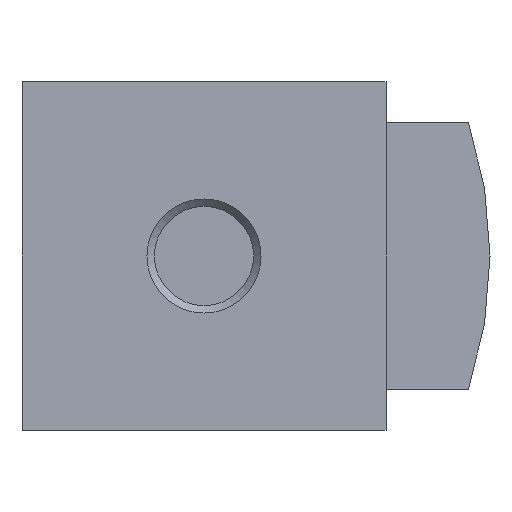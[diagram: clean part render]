
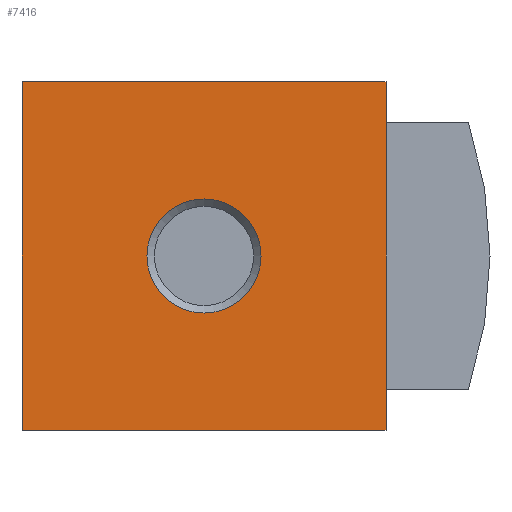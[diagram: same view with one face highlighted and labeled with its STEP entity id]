
A CAD part, front view. The second image highlights one B-rep face of the part: STEP entity #7416.
In plain terms, the highlighted planar face has unit normal (0, -1, 0).
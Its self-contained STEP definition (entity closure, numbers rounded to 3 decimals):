
#129=PLANE('',#7817);
#342=LINE('',#9728,#984);
#448=LINE('',#9950,#1090);
#463=LINE('',#9988,#1105);
#533=LINE('',#10236,#1175);
#984=VECTOR('',#8143,1000.);
#1090=VECTOR('',#8315,1000.);
#1105=VECTOR('',#8344,1000.);
#1175=VECTOR('',#8544,1000.);
#2199=ORIENTED_EDGE('',*,*,#3642,.F.);
#2200=ORIENTED_EDGE('',*,*,#3244,.F.);
#2201=ORIENTED_EDGE('',*,*,#3358,.F.);
#2202=ORIENTED_EDGE('',*,*,#3499,.F.);
#2203=ORIENTED_EDGE('',*,*,#3378,.F.);
#3244=EDGE_CURVE('',#4038,#4039,#342,.T.);
#3358=EDGE_CURVE('',#4121,#4038,#448,.T.);
#3378=EDGE_CURVE('',#4039,#4138,#463,.T.);
#3499=EDGE_CURVE('',#4138,#4121,#533,.T.);
#3642=EDGE_CURVE('',#4365,#4365,#4601,.T.);
#4038=VERTEX_POINT('',#9727);
#4039=VERTEX_POINT('',#9729);
#4121=VERTEX_POINT('',#9949);
#4138=VERTEX_POINT('',#9989);
#4365=VERTEX_POINT('',#10520);
#4601=CIRCLE('',#7818,6.579);
#4730=EDGE_LOOP('',(#2199));
#4731=EDGE_LOOP('',(#2200,#2201,#2202,#2203));
#5048=FACE_BOUND('',#4730,.T.);
#5049=FACE_BOUND('',#4731,.T.);
#7416=ADVANCED_FACE('',(#5048,#5049),#129,.F.);
#7817=AXIS2_PLACEMENT_3D('',#10518,#8775,#8776);
#7818=AXIS2_PLACEMENT_3D('',#10519,#8777,#8778);
#8143=DIRECTION('',(0.,0.,1.));
#8315=DIRECTION('',(-1.,0.,0.));
#8344=DIRECTION('',(1.,0.,0.));
#8544=DIRECTION('',(0.,0.,-1.));
#8775=DIRECTION('',(0.,1.,0.));
#8776=DIRECTION('',(0.,0.,1.));
#8777=DIRECTION('',(0.,-1.,0.));
#8778=DIRECTION('',(0.,0.,-1.));
#9727=CARTESIAN_POINT('',(-21.,-31.5,-20.1));
#9728=CARTESIAN_POINT('',(-21.,-31.5,-20.1));
#9729=CARTESIAN_POINT('',(-21.,-31.5,20.1));
#9949=CARTESIAN_POINT('',(21.,-31.5,-20.1));
#9950=CARTESIAN_POINT('',(21.,-31.5,-20.1));
#9988=CARTESIAN_POINT('',(-21.,-31.5,20.1));
#9989=CARTESIAN_POINT('',(21.,-31.5,20.1));
#10236=CARTESIAN_POINT('',(21.,-31.5,20.1));
#10518=CARTESIAN_POINT('',(0.,-31.5,0.));
#10519=CARTESIAN_POINT('',(0.,-31.5,0.));
#10520=CARTESIAN_POINT('',(0.,-31.5,-6.579));
